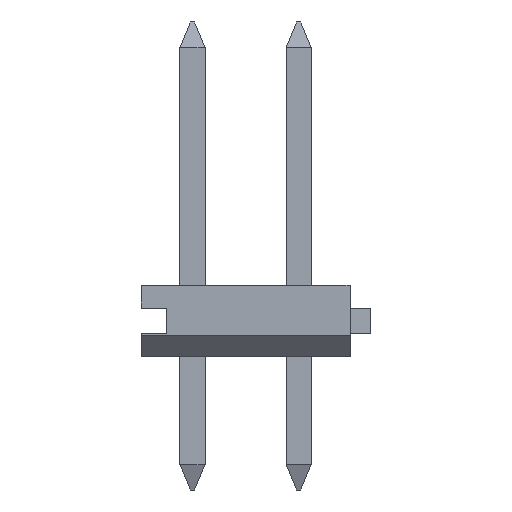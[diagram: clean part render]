
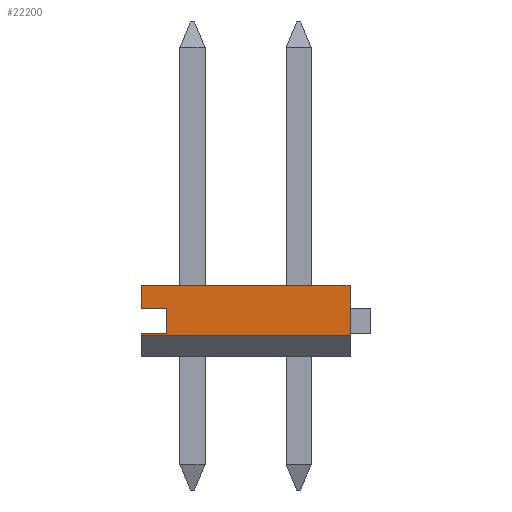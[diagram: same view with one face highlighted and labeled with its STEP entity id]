
A CAD part, left-side view. The second image highlights one B-rep face of the part: STEP entity #22200.
In plain terms, the highlighted planar face has unit normal (-1, 0, 0).
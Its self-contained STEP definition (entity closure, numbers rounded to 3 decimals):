
#21791=CARTESIAN_POINT('',(-17.78,1.9,1.15));
#21792=VERTEX_POINT('',#21791);
#21801=CARTESIAN_POINT('',(-17.78,2.5,1.15));
#21802=VERTEX_POINT('',#21801);
#21803=CARTESIAN_POINT('',(-17.78,2.5,1.15));
#21804=DIRECTION('',(0.0,-1.0,0.0));
#21805=VECTOR('',#21804,0.6);
#21806=LINE('',#21803,#21805);
#21807=EDGE_CURVE('',#21802,#21792,#21806,.T.);
#21833=CARTESIAN_POINT('',(-17.78,1.9,0.55));
#21834=VERTEX_POINT('',#21833);
#21849=CARTESIAN_POINT('',(-17.78,2.5,0.55));
#21850=VERTEX_POINT('',#21849);
#21857=CARTESIAN_POINT('',(-17.78,1.9,0.55));
#21858=DIRECTION('',(0.0,1.0,0.0));
#21859=VECTOR('',#21858,0.6);
#21860=LINE('',#21857,#21859);
#21861=EDGE_CURVE('',#21834,#21850,#21860,.T.);
#21871=CARTESIAN_POINT('',(-17.78,1.9,1.15));
#21872=DIRECTION('',(0.0,0.0,-1.0));
#21873=VECTOR('',#21872,0.6);
#21874=LINE('',#21871,#21873);
#21875=EDGE_CURVE('',#21792,#21834,#21874,.T.);
#21894=CARTESIAN_POINT('',(-17.78,2.5,1.7));
#21895=VERTEX_POINT('',#21894);
#21896=CARTESIAN_POINT('',(-17.78,2.5,1.7));
#21897=DIRECTION('',(0.0,0.0,-1.0));
#21898=VECTOR('',#21897,0.55);
#21899=LINE('',#21896,#21898);
#21900=EDGE_CURVE('',#21895,#21802,#21899,.T.);
#21981=CARTESIAN_POINT('',(-17.78,2.5,0.508));
#21982=VERTEX_POINT('',#21981);
#21989=CARTESIAN_POINT('',(-17.78,2.5,0.55));
#21990=DIRECTION('',(0.0,0.0,-1.0));
#21991=VECTOR('',#21990,0.042);
#21992=LINE('',#21989,#21991);
#21993=EDGE_CURVE('',#21850,#21982,#21992,.T.);
#22079=CARTESIAN_POINT('',(-17.78,-2.5,1.7));
#22080=VERTEX_POINT('',#22079);
#22087=CARTESIAN_POINT('',(-17.78,-2.5,0.508));
#22088=VERTEX_POINT('',#22087);
#22089=CARTESIAN_POINT('',(-17.78,-2.5,1.7));
#22090=DIRECTION('',(0.0,0.0,-1.0));
#22091=VECTOR('',#22090,1.192);
#22092=LINE('',#22089,#22091);
#22093=EDGE_CURVE('',#22080,#22088,#22092,.T.);
#22169=CARTESIAN_POINT('',(-17.78,2.5,1.7));
#22170=DIRECTION('',(0.0,-1.0,0.0));
#22171=VECTOR('',#22170,5.0);
#22172=LINE('',#22169,#22171);
#22173=EDGE_CURVE('',#21895,#22080,#22172,.T.);
#22180=CARTESIAN_POINT('',(-17.78,2.5,1.7));
#22181=DIRECTION('',(-1.0,0.0,0.0));
#22182=DIRECTION('',(0.0,0.0,1.0));
#22183=AXIS2_PLACEMENT_3D('',#22180,#22181,#22182);
#22184=PLANE('',#22183);
#22185=ORIENTED_EDGE('',*,*,#21861,.T.);
#22186=ORIENTED_EDGE('',*,*,#21993,.T.);
#22187=CARTESIAN_POINT('',(-17.78,-2.5,0.508));
#22188=DIRECTION('',(0.0,1.0,0.0));
#22189=VECTOR('',#22188,5.);
#22190=LINE('',#22187,#22189);
#22191=EDGE_CURVE('',#22088,#21982,#22190,.T.);
#22192=ORIENTED_EDGE('',*,*,#22191,.F.);
#22193=ORIENTED_EDGE('',*,*,#22093,.F.);
#22194=ORIENTED_EDGE('',*,*,#22173,.F.);
#22195=ORIENTED_EDGE('',*,*,#21900,.T.);
#22196=ORIENTED_EDGE('',*,*,#21807,.T.);
#22197=ORIENTED_EDGE('',*,*,#21875,.T.);
#22198=EDGE_LOOP('',(#22185,#22186,#22192,#22193,#22194,#22195,#22196,#22197));
#22199=FACE_OUTER_BOUND('',#22198,.T.);
#22200=ADVANCED_FACE('',(#22199),#22184,.T.);
